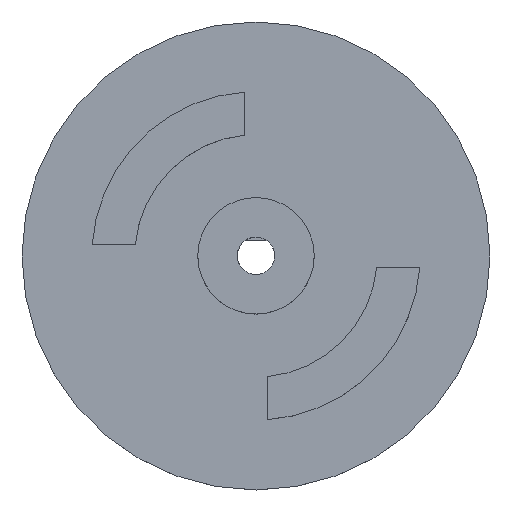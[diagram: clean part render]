
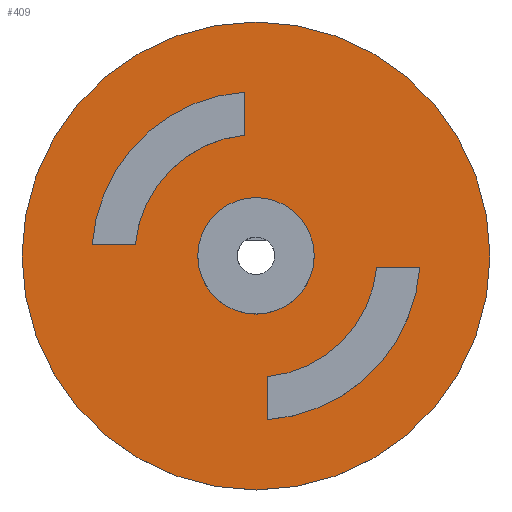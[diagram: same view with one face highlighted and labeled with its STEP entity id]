
A CAD part, top view. The second image highlights one B-rep face of the part: STEP entity #409.
In plain terms, the highlighted planar face has unit normal (0, 0, 1).
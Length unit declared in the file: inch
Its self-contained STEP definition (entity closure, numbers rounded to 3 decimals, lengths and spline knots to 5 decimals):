
#23=LINE($,#722,#47);
#27=LINE($,#733,#51);
#31=LINE($,#747,#55);
#35=LINE($,#758,#59);
#47=VECTOR($,#530,0.13795);
#51=VECTOR($,#542,0.13795);
#55=VECTOR($,#556,0.13795);
#59=VECTOR($,#568,0.13795);
#88=PLANE($,#461);
#102=FACE_BOUND($,#165,.T.);
#103=FACE_BOUND($,#166,.T.);
#104=FACE_BOUND($,#167,.T.);
#105=FACE_BOUND($,#168,.T.);
#165=EDGE_LOOP($,(#372,#373,#374,#375));
#166=EDGE_LOOP($,(#376,#377,#378,#379));
#167=EDGE_LOOP($,(#380));
#168=EDGE_LOOP($,(#381));
#174=CIRCLE($,#423,0.75);
#181=CIRCLE($,#438,0.52625);
#183=CIRCLE($,#442,0.38875);
#185=CIRCLE($,#447,0.52625);
#187=CIRCLE($,#451,0.38875);
#191=CIRCLE($,#459,0.1865);
#199=VERTEX_POINT($,#641);
#210=VERTEX_POINT($,#712);
#211=VERTEX_POINT($,#713);
#214=VERTEX_POINT($,#721);
#216=VERTEX_POINT($,#727);
#218=VERTEX_POINT($,#737);
#219=VERTEX_POINT($,#738);
#222=VERTEX_POINT($,#746);
#224=VERTEX_POINT($,#752);
#228=VERTEX_POINT($,#767);
#236=EDGE_CURVE($,#199,#199,#174,.T.);
#253=EDGE_CURVE($,#210,#211,#181,.T.);
#257=EDGE_CURVE($,#211,#214,#23,.T.);
#260=EDGE_CURVE($,#214,#216,#183,.T.);
#263=EDGE_CURVE($,#216,#210,#27,.T.);
#265=EDGE_CURVE($,#218,#219,#185,.T.);
#269=EDGE_CURVE($,#219,#222,#31,.T.);
#272=EDGE_CURVE($,#222,#224,#187,.T.);
#275=EDGE_CURVE($,#224,#218,#35,.T.);
#279=EDGE_CURVE($,#228,#228,#191,.T.);
#372=ORIENTED_EDGE($,*,*,#253,.T.);
#373=ORIENTED_EDGE($,*,*,#257,.T.);
#374=ORIENTED_EDGE($,*,*,#260,.T.);
#375=ORIENTED_EDGE($,*,*,#263,.T.);
#376=ORIENTED_EDGE($,*,*,#265,.T.);
#377=ORIENTED_EDGE($,*,*,#269,.T.);
#378=ORIENTED_EDGE($,*,*,#272,.T.);
#379=ORIENTED_EDGE($,*,*,#275,.T.);
#380=ORIENTED_EDGE($,*,*,#279,.T.);
#381=ORIENTED_EDGE($,*,*,#236,.T.);
#409=ADVANCED_FACE($,(#102,#103,#104,#105),#88,.T.);
#423=AXIS2_PLACEMENT_3D($,#642,#484,#485);
#438=AXIS2_PLACEMENT_3D($,#714,#522,#523);
#442=AXIS2_PLACEMENT_3D($,#728,#535,#536);
#447=AXIS2_PLACEMENT_3D($,#739,#548,#549);
#451=AXIS2_PLACEMENT_3D($,#753,#561,#562);
#459=AXIS2_PLACEMENT_3D($,#768,#580,#581);
#461=AXIS2_PLACEMENT_3D($,#770,#584,#585);
#484=DIRECTION('center_axis',(0.,0.,1.));
#485=DIRECTION('ref_axis',(-1.,0.,0.));
#522=DIRECTION('center_axis',(0.,0.,-1.));
#523=DIRECTION('ref_axis',(0.069,-0.998,0.));
#530=DIRECTION($,(0.,1.,0.));
#535=DIRECTION('center_axis',(0.,0.,1.));
#536=DIRECTION('ref_axis',(-0.094,0.996,0.));
#542=DIRECTION($,(1.,0.,0.));
#548=DIRECTION('center_axis',(0.,0.,-1.));
#549=DIRECTION('ref_axis',(-0.069,0.998,0.));
#556=DIRECTION($,(0.,-1.,0.));
#561=DIRECTION('center_axis',(0.,0.,1.));
#562=DIRECTION('ref_axis',(0.094,-0.996,0.));
#568=DIRECTION($,(-1.,0.,0.));
#580=DIRECTION('center_axis',(0.,0.,-1.));
#581=DIRECTION('ref_axis',(-1.,0.,0.));
#584=DIRECTION('center_axis',(0.,0.,1.));
#585=DIRECTION('ref_axis',(1.,0.,0.));
#641=CARTESIAN_POINT('',(0.75,0.,0.1));
#642=CARTESIAN_POINT('Origin',(0.,0.,0.1));
#712=CARTESIAN_POINT('',(0.52498,-0.0365,0.1));
#713=CARTESIAN_POINT('',(0.0365,-0.52498,0.1));
#714=CARTESIAN_POINT('Origin',(0.,0.,0.1));
#721=CARTESIAN_POINT('',(0.0365,-0.38703,0.1));
#722=CARTESIAN_POINT($,(0.0365,-0.19352,0.1));
#727=CARTESIAN_POINT('',(0.38703,-0.0365,0.1));
#728=CARTESIAN_POINT('Origin',(0.,0.,0.1));
#733=CARTESIAN_POINT($,(0.26249,-0.0365,0.1));
#737=CARTESIAN_POINT('',(-0.52498,0.0365,0.1));
#738=CARTESIAN_POINT('',(-0.0365,0.52498,0.1));
#739=CARTESIAN_POINT('Origin',(0.,0.,0.1));
#746=CARTESIAN_POINT('',(-0.0365,0.38703,0.1));
#747=CARTESIAN_POINT($,(-0.0365,0.19352,0.1));
#752=CARTESIAN_POINT('',(-0.38703,0.0365,0.1));
#753=CARTESIAN_POINT('Origin',(0.,0.,0.1));
#758=CARTESIAN_POINT($,(-0.26249,0.0365,0.1));
#767=CARTESIAN_POINT('',(0.1865,0.,0.1));
#768=CARTESIAN_POINT('Origin',(0.,0.,0.1));
#770=CARTESIAN_POINT('Origin',(0.,0.,
0.1));
